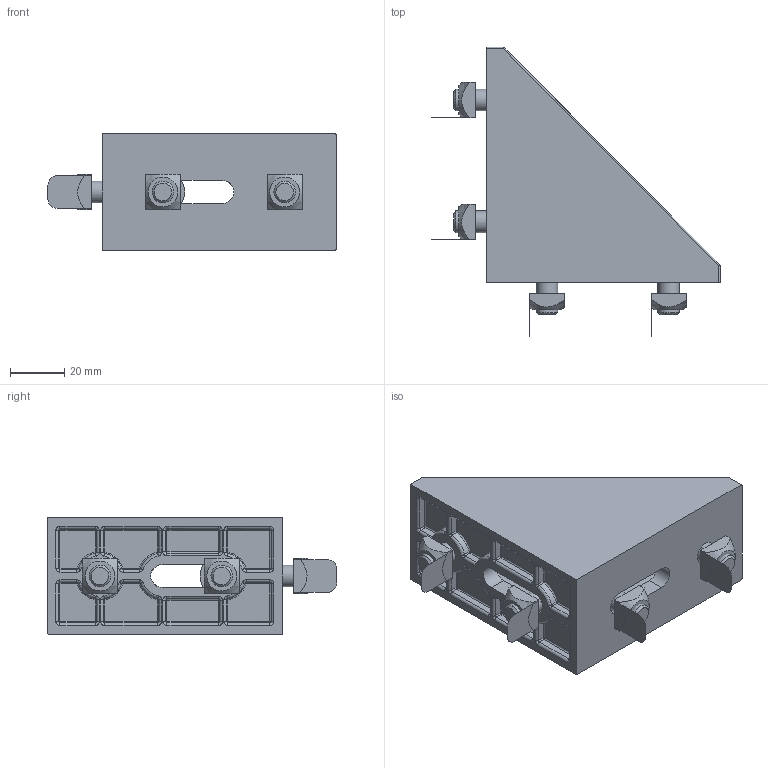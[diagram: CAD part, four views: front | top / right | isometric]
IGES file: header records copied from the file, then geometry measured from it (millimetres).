
Global section: file name: K-304387.1; native system: Autodesk Inventor 2021; preprocessor: unknown; author: Navara; date: 20230120.120705; units: millimetre
Bounding box: 106.5 x 107 x 43 mm (x, y, z)
Volume: 65761.8 mm3; surface area: 39898.9 mm2
Topology: 13 solids, 13 shells, 423 faces, 1005 edges, 576 vertices
Faces by surface type: bspline 423
